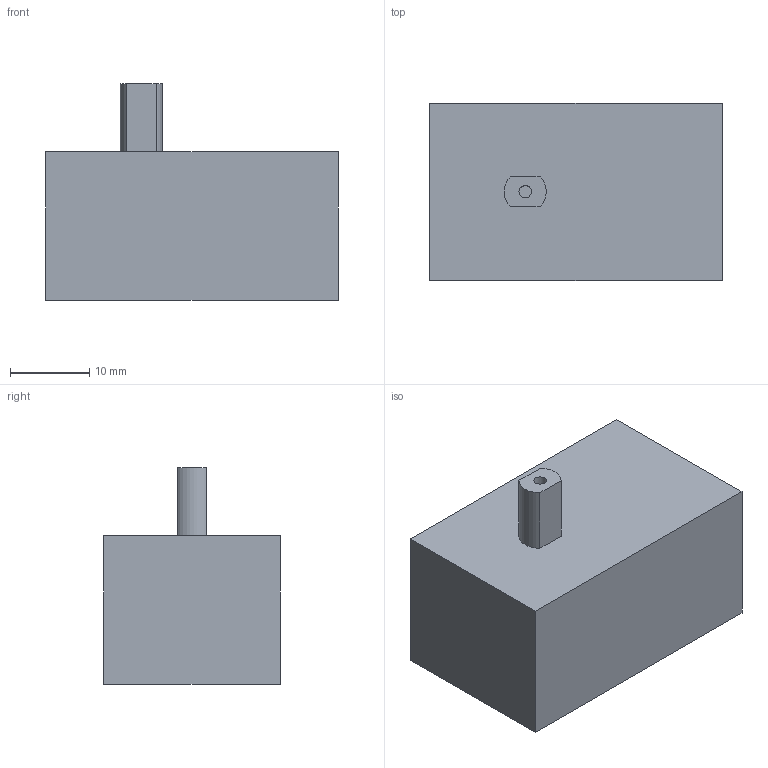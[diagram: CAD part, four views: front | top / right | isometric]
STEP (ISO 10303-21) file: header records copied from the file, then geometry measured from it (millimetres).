
FILE_DESCRIPTION(/* description */ (''),/* implementation_level */ '2;1');
FILE_NAME(/* name */ 'Motor EXAMPLE.stp',/* time_stamp */ '2025-05-18T22:24:15-04:00',/* author */ ('alexa'),/* organization */ (''),/* preprocessor_version */ 'ST-DEVELOPER v20',/* originating_system */ 'Autodesk Inventor 2025',/* authorisation */ '');
FILE_SCHEMA (('AUTOMOTIVE_DESIGN { 1 0 10303 214 3 1 1 }'));
Length unit declared in the file: inch
Products named in the file (1): Motor 2
Bounding box: 36.98 x 22.35 x 27.38 mm (x, y, z)
Volume: 15656.6 mm3; surface area: 4060.4 mm2
Topology: 1 solids, 1 shells, 13 faces, 35 edges, 33 vertices
Faces by surface type: plane 10, cylinder 3
Full cylindrical faces by diameter (mm): 1.575 x1
Entity records: 446 total; most frequent: CARTESIAN_POINT 74, DIRECTION 65, ORIENTED_EDGE 54, EDGE_CURVE 27, AXIS2_PLACEMENT_3D 22, LINE 21, VECTOR 21, VERTEX_POINT 18
